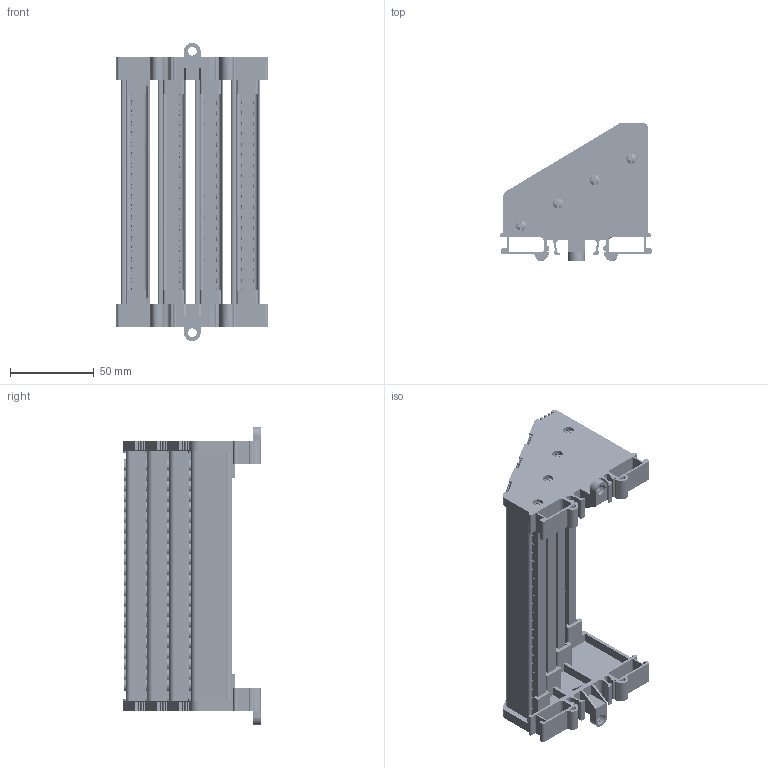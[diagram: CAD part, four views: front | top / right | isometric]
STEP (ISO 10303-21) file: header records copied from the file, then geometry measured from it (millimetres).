
FILE_DESCRIPTION (( 'STEP AP203' ), '1' );
FILE_NAME ('6,5x9 Dört Kutuplu Daðýtýcý Ünite - 22 Delikli ( Yüksek Tip)-1.STEP', '2019-01-22T07:23:04', ( '' ), ( '' ), 'SwSTEP 2.0', 'SolidWorks 2011', '' );
FILE_SCHEMA (( 'CONFIG_CONTROL_DESIGN' ));
Products named in the file (1): 6,5x9 Dört Kutuplu Daðýtýcý Ünite - 22 Delikli ( Yüksek Tip)-1
Bounding box: 90.84 x 82.3 x 178.08 mm (x, y, z)
Volume: 150523.6 mm3; surface area: 146876.8 mm2
Topology: 1 solids, 11 shells, 5401 faces, 16290 edges, 11199 vertices
Faces by surface type: plane 2474, cylinder 1415, cone 1244, torus 196, bspline 72
Entity records: 253775 total; most frequent: CARTESIAN_POINT 123079, ORIENTED_EDGE 32580, DIRECTION 18745, EDGE_CURVE 16290, VERTEX_POINT 11199, B_SPLINE_CURVE_WITH_KNOTS 8657, VECTOR 7181, LINE 7181
